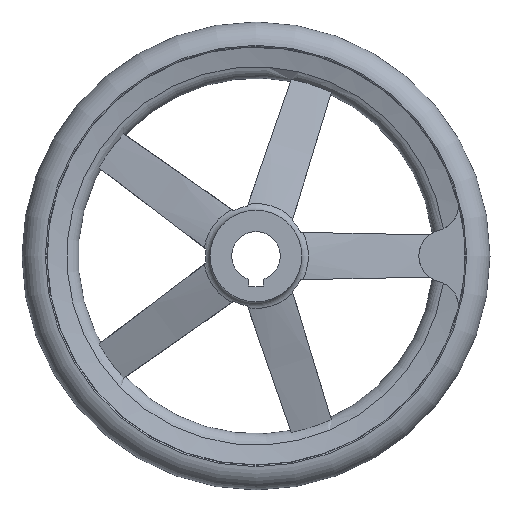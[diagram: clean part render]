
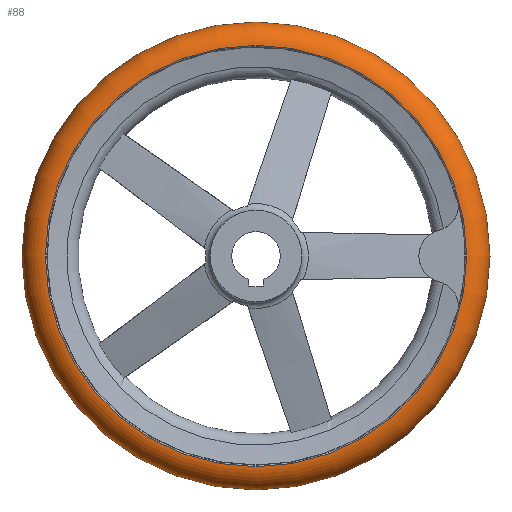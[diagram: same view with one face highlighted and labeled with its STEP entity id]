
A CAD part, front view. The second image highlights one B-rep face of the part: STEP entity #88.
In plain terms, the highlighted toroidal (fillet/blend) face has major radius 112 mm and minor radius 13 mm.
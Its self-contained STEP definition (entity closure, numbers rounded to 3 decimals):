
#88 = ADVANCED_FACE( '', ( #223, #224, #225 ), #226, .T. );
#223 = FACE_BOUND( '', #412, .T. );
#224 = FACE_OUTER_BOUND( '', #413, .T. );
#225 = FACE_OUTER_BOUND( '', #414, .T. );
#226 = TOROIDAL_SURFACE( '', #415, 112., 13. );
#412 = VERTEX_LOOP( '', #638 );
#413 = EDGE_LOOP( '', ( #639 ) );
#414 = EDGE_LOOP( '', ( #640 ) );
#415 = AXIS2_PLACEMENT_3D( '', #641, #642, #643 );
#638 = VERTEX_POINT( '', #1130 );
#639 = ORIENTED_EDGE( '', *, *, #1131, .T. );
#640 = ORIENTED_EDGE( '', *, *, #1132, .F. );
#641 = CARTESIAN_POINT( '', ( 0., 37., 0. ) );
#642 = DIRECTION( '', ( 0., -1., 0. ) );
#643 = DIRECTION( '', ( 0., 0., -1. ) );
#1130 = CARTESIAN_POINT( '', ( 0., 37., -125. ) );
#1131 = EDGE_CURVE( '', #1370, #1370, #1371, .T. );
#1132 = EDGE_CURVE( '', #1372, #1372, #1373, .T. );
#1370 = VERTEX_POINT( '', #1908 );
#1371 = CIRCLE( '', #1909, 112.542 );
#1372 = VERTEX_POINT( '', #1910 );
#1373 = CIRCLE( '', #1911, 112.542 );
#1908 = CARTESIAN_POINT( '', ( 0., 49.989, -112.542 ) );
#1909 = AXIS2_PLACEMENT_3D( '', #2567, #2568, #2569 );
#1910 = CARTESIAN_POINT( '', ( 0., 24.011, -112.542 ) );
#1911 = AXIS2_PLACEMENT_3D( '', #2570, #2571, #2572 );
#2567 = CARTESIAN_POINT( '', ( 0., 49.989, 0. ) );
#2568 = DIRECTION( '', ( 0., -1., 0. ) );
#2569 = DIRECTION( '', ( 0., 0., -1. ) );
#2570 = CARTESIAN_POINT( '', ( 0., 24.011, 0. ) );
#2571 = DIRECTION( '', ( 0., -1., 0. ) );
#2572 = DIRECTION( '', ( 0., 0., -1. ) );
